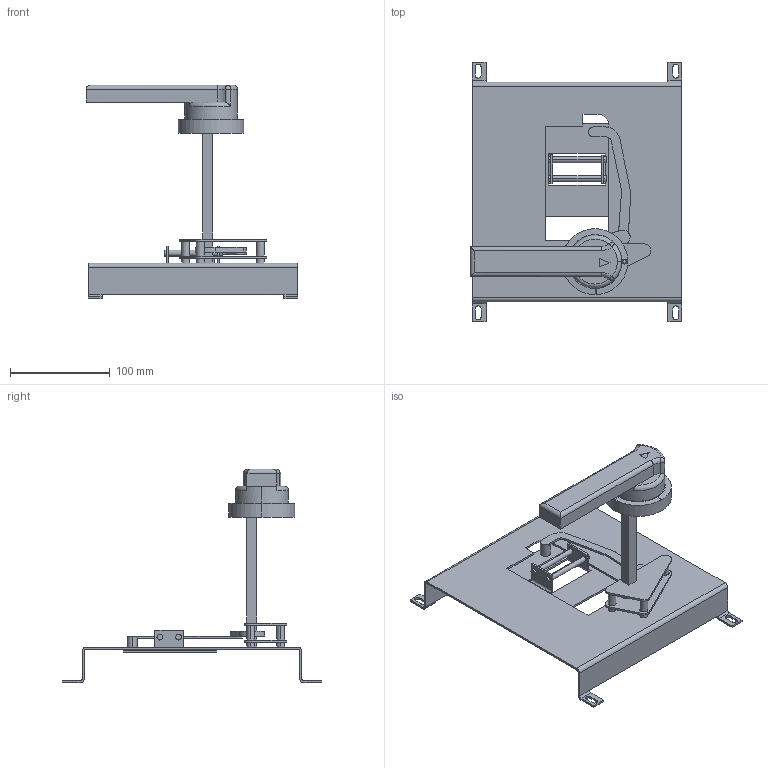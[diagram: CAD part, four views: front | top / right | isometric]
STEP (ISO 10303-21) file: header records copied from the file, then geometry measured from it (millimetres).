
FILE_DESCRIPTION (( 'STEP AP203' ), '1' );
FILE_NAME ('Ðó÷íîé ïîâîðîòíûé ïðèâîä ýêñöåíòðèêîì ê ÂÀ-99Ì 800À.STEP', '2018-06-06T10:12:39', ( '' ), ( '' ), 'SwSTEP 2.0', 'SolidWorks 2017', '' );
FILE_SCHEMA (( 'CONFIG_CONTROL_DESIGN' ));
Length unit declared in the file: millimetre
Products named in the file (1): Ðó÷íîé ïîâîðîòíûé ïðèâîä ýêñöåíòðèêîì ê ÂÀ-99Ì 800À
Bounding box: 212 x 260 x 214.2 mm (x, y, z)
Volume: 312606.2 mm3; surface area: 166648.2 mm2
Topology: 1 solids, 1 shells, 222 faces, 582 edges, 377 vertices
Faces by surface type: plane 125, cylinder 80, torus 6, cone 5, bspline 4, sphere 2
Entity records: 7171 total; most frequent: CARTESIAN_POINT 1490, DIRECTION 1166, ORIENTED_EDGE 1156, EDGE_CURVE 578, AXIS2_PLACEMENT_3D 395, VECTOR 376, LINE 376, VERTEX_POINT 375
